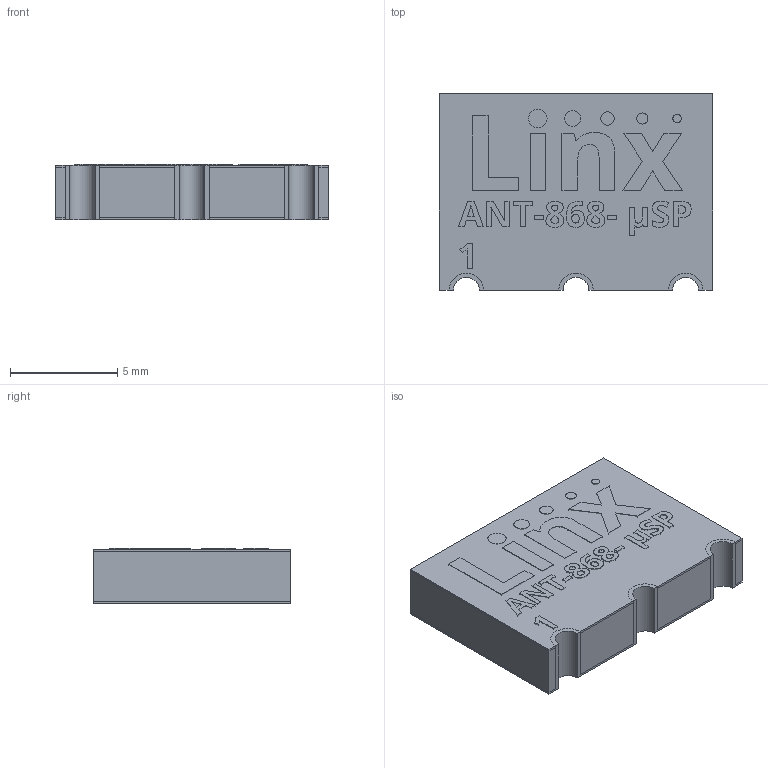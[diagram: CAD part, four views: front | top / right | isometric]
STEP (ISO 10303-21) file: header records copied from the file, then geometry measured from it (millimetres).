
FILE_DESCRIPTION(/* description */ ('STEP AP214'),/* implementation_level */ '2;1');
FILE_NAME(/* name */ '60172bee24b289136692735f',/* time_stamp */ '2021-01-31T22:15:12+00:00',/* author */ (''),/* organization */ (''),/* preprocessor_version */ 'ST-DEVELOPER v18.1',/* originating_system */ ' ',/* authorisation */ ' ');
FILE_SCHEMA (('AUTOMOTIVE_DESIGN {1 0 10303 214 3 1 1}'));
Length unit declared in the file: metre
Products named in the file (4): Part 4; Dielectric; Mask; Pads
Bounding box: 12.7 x 9.14 x 2.59 mm (x, y, z)
Volume: 293.7 mm3; surface area: 1023.5 mm2
Topology: 4 solids, 5 shells, 382 faces, 1030 edges, 682 vertices
Faces by surface type: plane 218, bspline 141, cylinder 23
Full cylindrical faces by diameter (mm): 0.4 x1, 0.512 x1, 0.625 x1, 0.737 x1, 0.85 x1
Entity records: 12411 total; most frequent: CARTESIAN_POINT 3644, ORIENTED_EDGE 2050, DIRECTION 1285, EDGE_CURVE 1025, LINE 691, VECTOR 691, VERTEX_POINT 682, EDGE_LOOP 417
